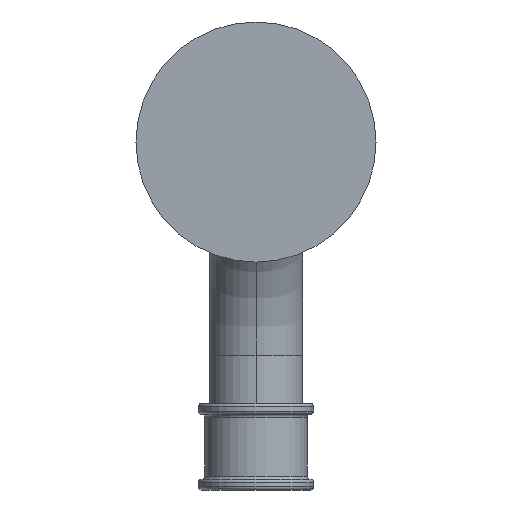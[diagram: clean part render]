
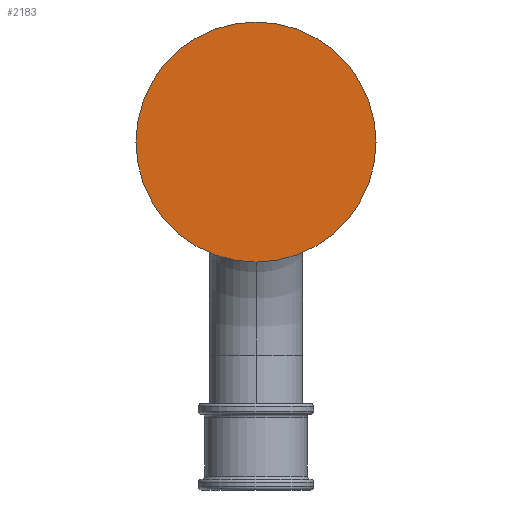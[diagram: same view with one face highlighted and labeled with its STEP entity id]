
A CAD part, front view. The second image highlights one B-rep face of the part: STEP entity #2183.
In plain terms, the highlighted planar face has unit normal (0, -1, 0).
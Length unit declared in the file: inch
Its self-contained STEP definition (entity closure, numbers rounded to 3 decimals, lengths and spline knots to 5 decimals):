
#2=CARTESIAN_POINT('',(0.,0.,0.));
#3=DIRECTION('',(0.,-1.,0.));
#4=DIRECTION('',(1.,0.,0.));
#5=AXIS2_PLACEMENT_3D('',#2,#3,#4);
#25=CARTESIAN_POINT('',(0.,0.,0.));
#26=DIRECTION('',(0.,1.,0.));
#27=DIRECTION('',(1.,0.,0.));
#28=AXIS2_PLACEMENT_3D('',#25,#26,#27);
#1776=CARTESIAN_POINT('',(1.125,0.,0.));
#1777=CARTESIAN_POINT('',(-1.125,0.,0.));
#1778=VERTEX_POINT('',#1776);
#1779=VERTEX_POINT('',#1777);
#2172=CARTESIAN_POINT('',(0.,0.,0.));
#2173=DIRECTION('',(0.,-1.,0.));
#2174=DIRECTION('',(-1.,0.,0.));
#2175=AXIS2_PLACEMENT_3D('',#2172,#2173,#2174);
#2176=PLANE('',#2175);
#2178=ORIENTED_EDGE('',*,*,#2177,.F.);
#2180=ORIENTED_EDGE('',*,*,#2179,.T.);
#2181=EDGE_LOOP('',(#2178,#2180));
#2182=FACE_OUTER_BOUND('',#2181,.F.);
#2183=ADVANCED_FACE('',(#2182),#2176,.T.);
#6=CIRCLE('',#5,1.125);
#29=CIRCLE('',#28,1.125);
#2177=EDGE_CURVE('',#1778,#1779,#6,.T.);
#2179=EDGE_CURVE('',#1778,#1779,#29,.T.);
